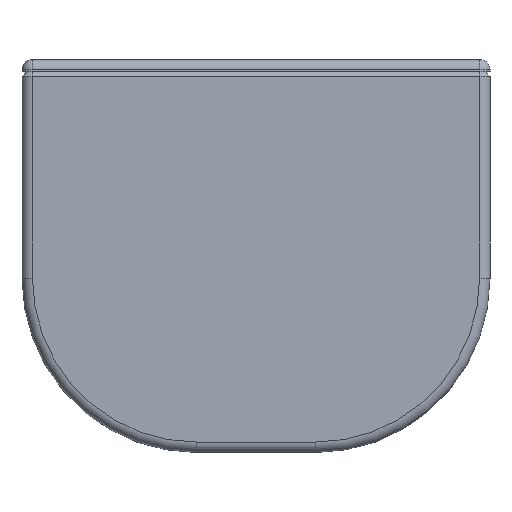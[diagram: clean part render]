
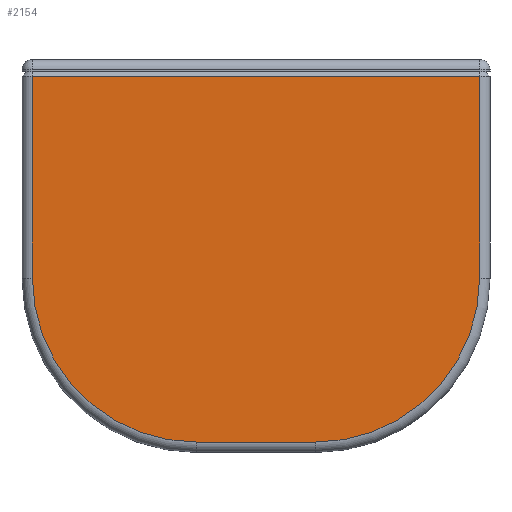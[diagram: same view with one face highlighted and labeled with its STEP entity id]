
A CAD part, left-side view. The second image highlights one B-rep face of the part: STEP entity #2154.
In plain terms, the highlighted planar face has unit normal (-1, 0, 0).
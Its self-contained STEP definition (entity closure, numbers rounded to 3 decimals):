
#196=CIRCLE('',#2331,47.);
#199=CIRCLE('',#2336,47.);
#355=FACE_OUTER_BOUND('',#494,.T.);
#494=EDGE_LOOP('',(#1849,#1850,#1851,#1852,#1853,#1854));
#542=LINE('',#3221,#713);
#548=LINE('',#3242,#719);
#604=LINE('',#3624,#775);
#607=LINE('',#3639,#778);
#713=VECTOR('',#2506,10.);
#719=VECTOR('',#2530,10.);
#775=VECTOR('',#2794,10.);
#778=VECTOR('',#2811,10.);
#881=VERTEX_POINT('',#3211);
#883=VERTEX_POINT('',#3217);
#890=VERTEX_POINT('',#3240);
#988=VERTEX_POINT('',#3623);
#990=VERTEX_POINT('',#3629);
#992=VERTEX_POINT('',#3635);
#1074=EDGE_CURVE('',#881,#883,#542,.T.);
#1085=EDGE_CURVE('',#890,#881,#548,.T.);
#1218=EDGE_CURVE('',#883,#988,#604,.T.);
#1223=EDGE_CURVE('',#988,#990,#196,.T.);
#1226=EDGE_CURVE('',#990,#992,#607,.T.);
#1228=EDGE_CURVE('',#992,#890,#199,.T.);
#1849=ORIENTED_EDGE('',*,*,#1074,.F.);
#1850=ORIENTED_EDGE('',*,*,#1085,.F.);
#1851=ORIENTED_EDGE('',*,*,#1228,.F.);
#1852=ORIENTED_EDGE('',*,*,#1226,.F.);
#1853=ORIENTED_EDGE('',*,*,#1223,.F.);
#1854=ORIENTED_EDGE('',*,*,#1218,.F.);
#2038=PLANE('',#2411);
#2154=ADVANCED_FACE('',(#355),#2038,.T.);
#2331=AXIS2_PLACEMENT_3D('',#3633,#2804,#2805);
#2336=AXIS2_PLACEMENT_3D('',#3642,#2816,#2817);
#2411=AXIS2_PLACEMENT_3D('',#3800,#3012,#3013);
#2506=DIRECTION('',(0.,-1.,0.));
#2530=DIRECTION('',(0.,0.,1.));
#2794=DIRECTION('',(0.,0.,-1.));
#2804=DIRECTION('center_axis',(1.,0.,0.));
#2805=DIRECTION('ref_axis',(0.,-0.707,-0.707));
#2811=DIRECTION('',(0.,1.,0.));
#2816=DIRECTION('center_axis',(1.,0.,0.));
#2817=DIRECTION('ref_axis',(0.,0.707,-0.707));
#3012=DIRECTION('center_axis',(-1.,0.,0.));
#3013=DIRECTION('ref_axis',(0.,0.,1.));
#3211=CARTESIAN_POINT('',(-31.877,310.918,87.2));
#3217=CARTESIAN_POINT('',(-31.877,182.718,87.2));
#3221=CARTESIAN_POINT('',(-31.877,213.268,87.2));
#3240=CARTESIAN_POINT('',(-31.877,310.918,29.283));
#3242=CARTESIAN_POINT('',(-31.877,310.918,61.196));
#3623=CARTESIAN_POINT('',(-31.877,182.718,29.283));
#3624=CARTESIAN_POINT('',(-31.877,182.718,31.587));
#3629=CARTESIAN_POINT('',(-31.877,229.718,-17.717));
#3633=CARTESIAN_POINT('Origin',(-31.877,229.718,29.283));
#3635=CARTESIAN_POINT('',(-31.877,263.918,-17.717));
#3639=CARTESIAN_POINT('',(-31.877,255.368,-17.717));
#3642=CARTESIAN_POINT('Origin',(-31.877,263.918,29.283));
#3800=CARTESIAN_POINT('Origin',(-31.877,246.818,33.892));
